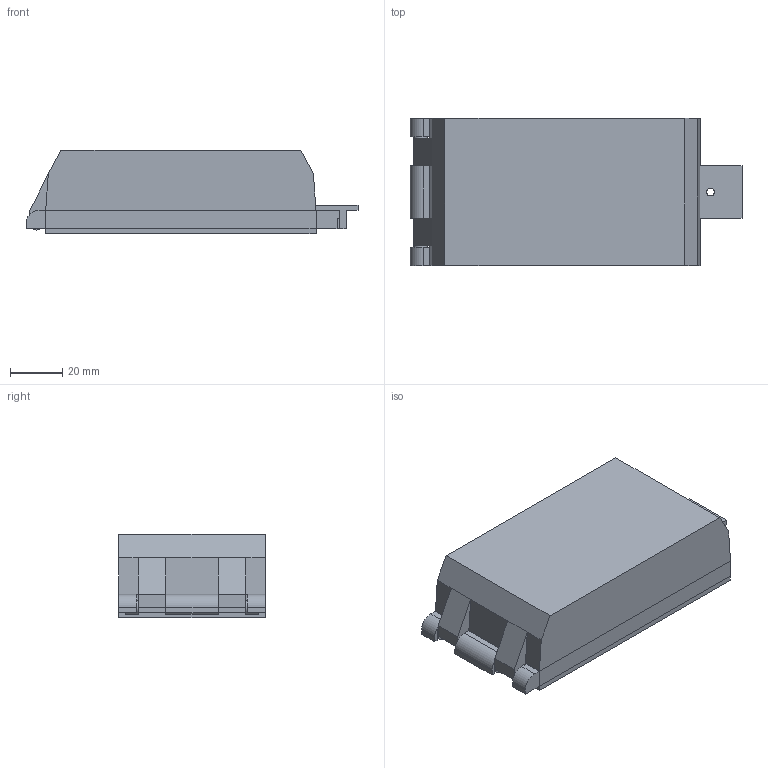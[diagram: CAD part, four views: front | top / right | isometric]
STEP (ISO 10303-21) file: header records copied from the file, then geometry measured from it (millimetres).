
FILE_DESCRIPTION(/* description */ (''),/* implementation_level */ '2;1');
FILE_NAME(/* name */ '3d_PA96X48.stp',/* time_stamp */ '2017-08-31T14:48:45+02:00',/* author */ ('Andrzej'),/* organization */ (''),/* preprocessor_version */ 'ST-DEVELOPER v16.13',/* originating_system */ 'AutoCAD Mechanical',/* authorisation */ '');
FILE_SCHEMA (('AUTOMOTIVE_DESIGN { 1 0 10303 214 3 1 1 }'));
Length unit declared in the file: millimetre
Products named in the file (1): Product
Bounding box: 126.5 x 56 x 32 mm (x, y, z)
Volume: 50301.9 mm3; surface area: 39492.4 mm2
Topology: 7 solids, 7 shells, 128 faces, 307 edges, 198 vertices
Faces by surface type: plane 112, cylinder 16
Full cylindrical faces by diameter (mm): 3 x5, 4 x1, 5 x3, 6 x1
Entity records: 3598 total; most frequent: CARTESIAN_POINT 616, DIRECTION 587, ORIENTED_EDGE 586, EDGE_CURVE 293, LINE 257, VECTOR 257, VERTEX_POINT 194, AXIS2_PLACEMENT_3D 165
